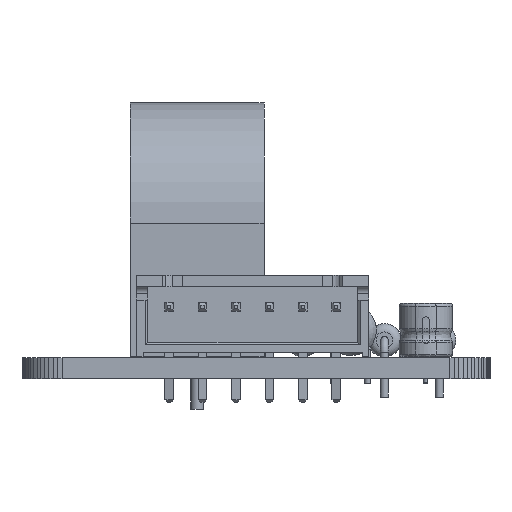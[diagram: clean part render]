
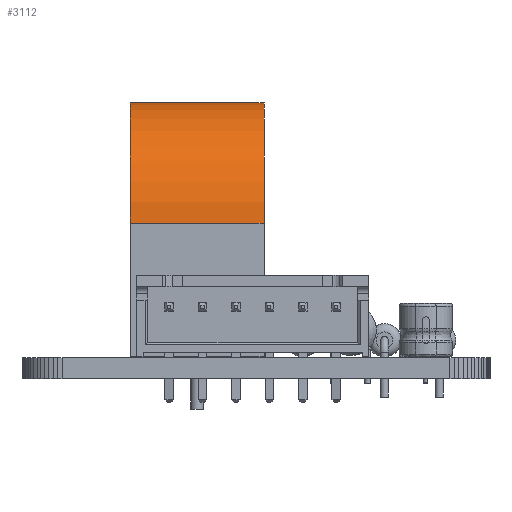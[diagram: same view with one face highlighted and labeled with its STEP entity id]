
A CAD part, left-side view. The second image highlights one B-rep face of the part: STEP entity #3112.
In plain terms, the highlighted cylindrical face has radius 9 mm (diameter 18 mm), a partial arc.
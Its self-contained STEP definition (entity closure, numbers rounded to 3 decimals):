
#2363 = PLANE('',#2364);
#2364 = AXIS2_PLACEMENT_3D('',#2365,#2366,#2367);
#2365 = CARTESIAN_POINT('',(5.,0.,0.));
#2366 = DIRECTION('',(1.,0.,0.));
#2367 = DIRECTION('',(-0.,1.,0.));
#2419 = PLANE('',#2420);
#2420 = AXIS2_PLACEMENT_3D('',#2421,#2422,#2423);
#2421 = CARTESIAN_POINT('',(-5.,0.,0.));
#2422 = DIRECTION('',(1.,0.,0.));
#2423 = DIRECTION('',(-0.,1.,0.));
#2468 = EDGE_CURVE('',#2469,#2471,#2473,.T.);
#2469 = VERTEX_POINT('',#2470);
#2470 = CARTESIAN_POINT('',(-5.,9.,0.));
#2471 = VERTEX_POINT('',#2472);
#2472 = CARTESIAN_POINT('',(-5.,-9.,0.));
#2473 = SURFACE_CURVE('',#2474,(#2479,#2486),.PCURVE_S1.);
#2474 = CIRCLE('',#2475,9.);
#2475 = AXIS2_PLACEMENT_3D('',#2476,#2477,#2478);
#2476 = CARTESIAN_POINT('',(-5.,0.,0.));
#2477 = DIRECTION('',(1.,0.,0.));
#2478 = DIRECTION('',(-0.,0.,1.));
#2479 = PCURVE('',#2419,#2480);
#2480 = DEFINITIONAL_REPRESENTATION('',(#2481),#2485);
#2481 = CIRCLE('',#2482,9.);
#2482 = AXIS2_PLACEMENT_2D('',#2483,#2484);
#2483 = CARTESIAN_POINT('',(0.,0.));
#2484 = DIRECTION('',(0.,1.));
#2485 = ( GEOMETRIC_REPRESENTATION_CONTEXT(2) 
PARAMETRIC_REPRESENTATION_CONTEXT() REPRESENTATION_CONTEXT('2D SPACE',''
  ) );
#2486 = PCURVE('',#2487,#2492);
#2487 = CYLINDRICAL_SURFACE('',#2488,9.);
#2488 = AXIS2_PLACEMENT_3D('',#2489,#2490,#2491);
#2489 = CARTESIAN_POINT('',(0.,0.,0.));
#2490 = DIRECTION('',(1.,0.,0.));
#2491 = DIRECTION('',(-0.,1.,0.));
#2492 = DEFINITIONAL_REPRESENTATION('',(#2493),#2497);
#2493 = LINE('',#2494,#2495);
#2494 = CARTESIAN_POINT('',(-4.712,-5.));
#2495 = VECTOR('',#2496,1.);
#2496 = DIRECTION('',(1.,0.));
#2497 = ( GEOMETRIC_REPRESENTATION_CONTEXT(2) 
PARAMETRIC_REPRESENTATION_CONTEXT() REPRESENTATION_CONTEXT('2D SPACE',''
  ) );
#2515 = PLANE('',#2516);
#2516 = AXIS2_PLACEMENT_3D('',#2517,#2518,#2519);
#2517 = CARTESIAN_POINT('',(0.,-9.,-10.));
#2518 = DIRECTION('',(0.,1.,0.));
#2519 = DIRECTION('',(0.,-0.,1.));
#2642 = PLANE('',#2643);
#2643 = AXIS2_PLACEMENT_3D('',#2644,#2645,#2646);
#2644 = CARTESIAN_POINT('',(0.,9.,0.));
#2645 = DIRECTION('',(0.,-1.,0.));
#2646 = DIRECTION('',(0.,0.,-1.));
#2823 = VERTEX_POINT('',#2824);
#2824 = CARTESIAN_POINT('',(5.,9.,0.));
#2847 = EDGE_CURVE('',#2469,#2823,#2848,.T.);
#2848 = SURFACE_CURVE('',#2849,(#2853,#2860),.PCURVE_S1.);
#2849 = LINE('',#2850,#2851);
#2850 = CARTESIAN_POINT('',(0.,9.,0.));
#2851 = VECTOR('',#2852,1.);
#2852 = DIRECTION('',(1.,0.,0.));
#2853 = PCURVE('',#2642,#2854);
#2854 = DEFINITIONAL_REPRESENTATION('',(#2855),#2859);
#2855 = LINE('',#2856,#2857);
#2856 = CARTESIAN_POINT('',(0.,0.));
#2857 = VECTOR('',#2858,1.);
#2858 = DIRECTION('',(0.,1.));
#2859 = ( GEOMETRIC_REPRESENTATION_CONTEXT(2) 
PARAMETRIC_REPRESENTATION_CONTEXT() REPRESENTATION_CONTEXT('2D SPACE',''
  ) );
#2860 = PCURVE('',#2487,#2861);
#2861 = DEFINITIONAL_REPRESENTATION('',(#2862),#2866);
#2862 = LINE('',#2863,#2864);
#2863 = CARTESIAN_POINT('',(0.,0.));
#2864 = VECTOR('',#2865,1.);
#2865 = DIRECTION('',(0.,1.));
#2866 = ( GEOMETRIC_REPRESENTATION_CONTEXT(2) 
PARAMETRIC_REPRESENTATION_CONTEXT() REPRESENTATION_CONTEXT('2D SPACE',''
  ) );
#3068 = VERTEX_POINT('',#3069);
#3069 = CARTESIAN_POINT('',(5.,-9.,0.));
#3092 = EDGE_CURVE('',#2471,#3068,#3093,.T.);
#3093 = SURFACE_CURVE('',#3094,(#3098,#3105),.PCURVE_S1.);
#3094 = LINE('',#3095,#3096);
#3095 = CARTESIAN_POINT('',(0.,-9.,0.));
#3096 = VECTOR('',#3097,1.);
#3097 = DIRECTION('',(1.,0.,0.));
#3098 = PCURVE('',#2515,#3099);
#3099 = DEFINITIONAL_REPRESENTATION('',(#3100),#3104);
#3100 = LINE('',#3101,#3102);
#3101 = CARTESIAN_POINT('',(10.,0.));
#3102 = VECTOR('',#3103,1.);
#3103 = DIRECTION('',(0.,1.));
#3104 = ( GEOMETRIC_REPRESENTATION_CONTEXT(2) 
PARAMETRIC_REPRESENTATION_CONTEXT() REPRESENTATION_CONTEXT('2D SPACE',''
  ) );
#3105 = PCURVE('',#2487,#3106);
#3106 = DEFINITIONAL_REPRESENTATION('',(#3107),#3111);
#3107 = LINE('',#3108,#3109);
#3108 = CARTESIAN_POINT('',(3.142,0.));
#3109 = VECTOR('',#3110,1.);
#3110 = DIRECTION('',(0.,1.));
#3111 = ( GEOMETRIC_REPRESENTATION_CONTEXT(2) 
PARAMETRIC_REPRESENTATION_CONTEXT() REPRESENTATION_CONTEXT('2D SPACE',''
  ) );
#3112 = ADVANCED_FACE('',(#3113),#2487,.T.);
#3113 = FACE_BOUND('',#3114,.T.);
#3114 = EDGE_LOOP('',(#3115,#3116,#3117,#3118));
#3115 = ORIENTED_EDGE('',*,*,#2847,.F.);
#3116 = ORIENTED_EDGE('',*,*,#2468,.T.);
#3117 = ORIENTED_EDGE('',*,*,#3092,.T.);
#3118 = ORIENTED_EDGE('',*,*,#3119,.F.);
#3119 = EDGE_CURVE('',#2823,#3068,#3120,.T.);
#3120 = SURFACE_CURVE('',#3121,(#3126,#3133),.PCURVE_S1.);
#3121 = CIRCLE('',#3122,9.);
#3122 = AXIS2_PLACEMENT_3D('',#3123,#3124,#3125);
#3123 = CARTESIAN_POINT('',(5.,0.,0.));
#3124 = DIRECTION('',(1.,0.,0.));
#3125 = DIRECTION('',(-0.,0.,1.));
#3126 = PCURVE('',#2487,#3127);
#3127 = DEFINITIONAL_REPRESENTATION('',(#3128),#3132);
#3128 = LINE('',#3129,#3130);
#3129 = CARTESIAN_POINT('',(-4.712,5.));
#3130 = VECTOR('',#3131,1.);
#3131 = DIRECTION('',(1.,0.));
#3132 = ( GEOMETRIC_REPRESENTATION_CONTEXT(2) 
PARAMETRIC_REPRESENTATION_CONTEXT() REPRESENTATION_CONTEXT('2D SPACE',''
  ) );
#3133 = PCURVE('',#2363,#3134);
#3134 = DEFINITIONAL_REPRESENTATION('',(#3135),#3139);
#3135 = CIRCLE('',#3136,9.);
#3136 = AXIS2_PLACEMENT_2D('',#3137,#3138);
#3137 = CARTESIAN_POINT('',(0.,0.));
#3138 = DIRECTION('',(0.,1.));
#3139 = ( GEOMETRIC_REPRESENTATION_CONTEXT(2) 
PARAMETRIC_REPRESENTATION_CONTEXT() REPRESENTATION_CONTEXT('2D SPACE',''
  ) );
